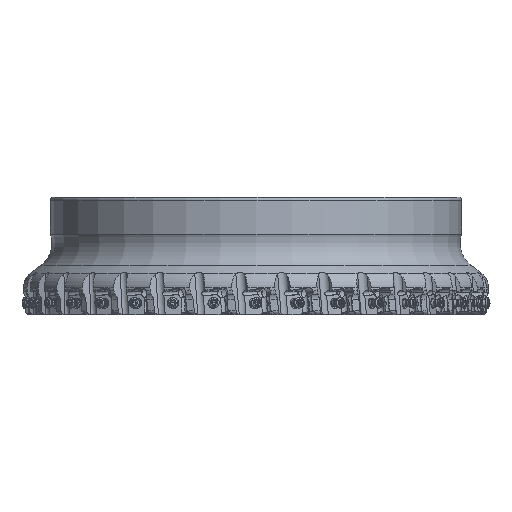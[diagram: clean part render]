
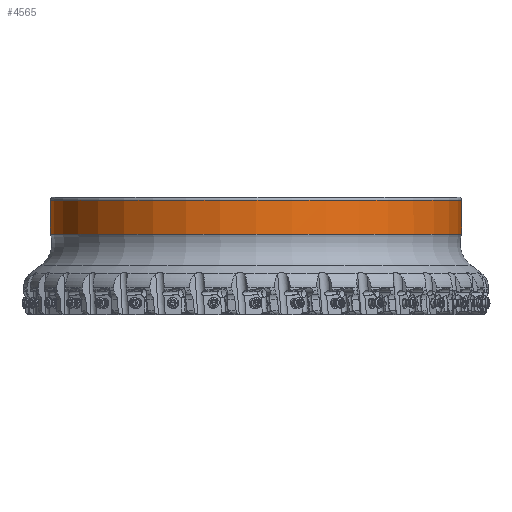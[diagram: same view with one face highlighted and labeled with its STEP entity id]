
A CAD part, front view. The second image highlights one B-rep face of the part: STEP entity #4565.
In plain terms, the highlighted cylindrical face has radius 110 mm (diameter 220 mm), a partial arc.
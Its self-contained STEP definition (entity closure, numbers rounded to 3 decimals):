
#4565=ADVANCED_FACE('',(#8574),#7358,.T.);
#7358=CYLINDRICAL_SURFACE('',#51379,110.);
#8574=FACE_OUTER_BOUND('',#11296,.T.);
#11296=EDGE_LOOP('',(#19188,#19189,#19190,#19191,#19192));
#14171=LINE('',#71427,#16677);
#14172=LINE('',#71431,#16678);
#16677=VECTOR('',#57368,1.);
#16678=VECTOR('',#57371,1.);
#19188=ORIENTED_EDGE('',*,*,#40006,.T.);
#19189=ORIENTED_EDGE('',*,*,#40003,.T.);
#19190=ORIENTED_EDGE('',*,*,#40007,.T.);
#19191=ORIENTED_EDGE('',*,*,#40008,.T.);
#19192=ORIENTED_EDGE('',*,*,#40005,.T.);
#34831=VERTEX_POINT('',#71423);
#34833=VERTEX_POINT('',#71426);
#34834=VERTEX_POINT('',#71428);
#34835=VERTEX_POINT('',#71430);
#34836=VERTEX_POINT('',#71435);
#40003=EDGE_CURVE('',#34834,#34833,#14171,.T.);
#40005=EDGE_CURVE('',#34831,#34835,#14172,.T.);
#40006=EDGE_CURVE('',#34835,#34834,#47828,.T.);
#40007=EDGE_CURVE('',#34833,#34836,#47829,.T.);
#40008=EDGE_CURVE('',#34836,#34831,#47830,.T.);
#47828=CIRCLE('',#51376,110.);
#47829=CIRCLE('',#51377,110.);
#47830=CIRCLE('',#51378,110.);
#51376=AXIS2_PLACEMENT_3D('',#71433,#57374,#57375);
#51377=AXIS2_PLACEMENT_3D('',#71434,#57376,#57377);
#51378=AXIS2_PLACEMENT_3D('',#71436,#57378,#57379);
#51379=AXIS2_PLACEMENT_3D('',#71437,#57380,#57381);
#57368=DIRECTION('',(0.,0.,1.));
#57371=DIRECTION('',(0.,0.,-1.));
#57374=DIRECTION('',(0.,0.,1.));
#57375=DIRECTION('',(-1.,0.,0.));
#57376=DIRECTION('',(0.,0.,-1.));
#57377=DIRECTION('',(1.,0.,0.));
#57378=DIRECTION('',(0.,0.,-1.));
#57379=DIRECTION('',(1.,0.,0.));
#57380=DIRECTION('',(0.,0.,-1.));
#57381=DIRECTION('',(-1.,0.,0.));
#71423=CARTESIAN_POINT('',(-110.,0.,-1.7));
#71426=CARTESIAN_POINT('',(110.,0.,-1.7));
#71427=CARTESIAN_POINT('',(110.,0.,-19.7));
#71428=CARTESIAN_POINT('',(110.,0.,-19.7));
#71430=CARTESIAN_POINT('',(-110.,0.,-19.7));
#71431=CARTESIAN_POINT('',(-110.,0.,-1.7));
#71433=CARTESIAN_POINT('',(0.,0.,-19.7));
#71434=CARTESIAN_POINT('',(0.,0.,-1.7));
#71435=CARTESIAN_POINT('',(110.,-0.022,-1.7));
#71436=CARTESIAN_POINT('',(0.,0.,-1.7));
#71437=CARTESIAN_POINT('',(0.,0.,-1.34));
